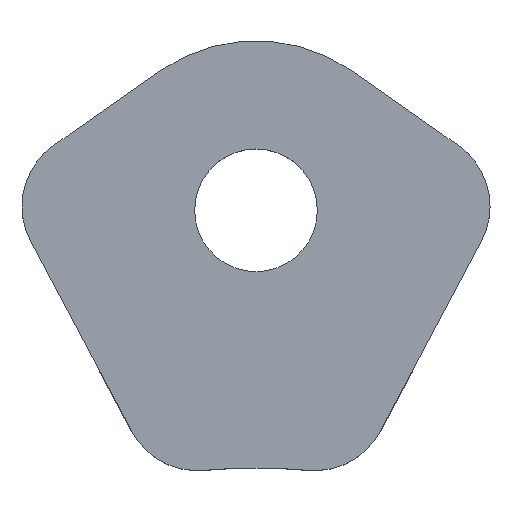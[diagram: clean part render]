
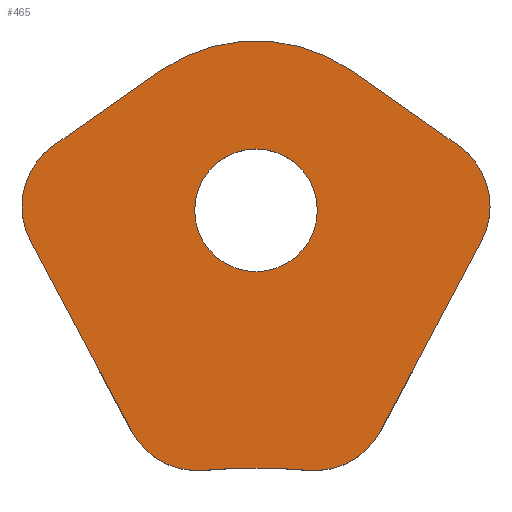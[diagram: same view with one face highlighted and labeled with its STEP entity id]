
A CAD part, top view. The second image highlights one B-rep face of the part: STEP entity #465.
In plain terms, the highlighted planar face has unit normal (0, 0, 1).
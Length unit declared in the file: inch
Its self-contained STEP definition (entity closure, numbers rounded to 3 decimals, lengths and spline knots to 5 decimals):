
#79=CARTESIAN_POINT('',(-0.3212,0.46509,0.25));
#80=VERTEX_POINT('',#79);
#81=CARTESIAN_POINT('',(0.3212,0.46509,0.25));
#82=VERTEX_POINT('',#81);
#83=CARTESIAN_POINT('',(0.,0.00637,0.25));
#84=DIRECTION('',(0.0,0.0,-1.0));
#85=DIRECTION('',(0.0,1.0,0.0));
#86=AXIS2_PLACEMENT_3D('',#83,#84,#85);
#87=CIRCLE('',#86,0.56);
#88=EDGE_CURVE('',#80,#82,#87,.T.);
#130=CARTESIAN_POINT('',(-0.6751,0.21729,0.25));
#131=VERTEX_POINT('',#130);
#138=CARTESIAN_POINT('',(-0.6751,0.21729,0.25));
#139=DIRECTION('',(0.819,0.574,0.0));
#140=VECTOR('',#139,0.43203);
#141=LINE('',#138,#140);
#142=EDGE_CURVE('',#131,#80,#141,.T.);
#240=CARTESIAN_POINT('',(-0.75244,-0.10486,0.25));
#241=VERTEX_POINT('',#240);
#242=CARTESIAN_POINT('',(-0.5317,0.0125,0.25));
#243=DIRECTION('',(0.0,0.0,-1.0));
#244=DIRECTION('',(-0.972,0.233,0.0));
#245=AXIS2_PLACEMENT_3D('',#242,#243,#244);
#246=CIRCLE('',#245,0.25);
#247=EDGE_CURVE('',#241,#131,#246,.T.);
#267=CARTESIAN_POINT('',(-0.41625,-0.73714,0.25));
#268=VERTEX_POINT('',#267);
#275=CARTESIAN_POINT('',(-0.41625,-0.73714,0.25));
#276=DIRECTION('',(-0.469,0.883,0.0));
#277=VECTOR('',#276,0.7161);
#278=LINE('',#275,#277);
#279=EDGE_CURVE('',#268,#241,#278,.T.);
#289=CARTESIAN_POINT('',(-0.17058,-0.86853,0.25));
#290=VERTEX_POINT('',#289);
#291=CARTESIAN_POINT('',(-0.19552,-0.61978,0.25));
#292=DIRECTION('',(0.0,0.0,-1.0));
#293=DIRECTION('',(-0.472,-0.882,0.0));
#294=AXIS2_PLACEMENT_3D('',#291,#292,#293);
#295=CIRCLE('',#294,0.25);
#296=EDGE_CURVE('',#290,#268,#295,.T.);
#316=CARTESIAN_POINT('',(0.17058,-0.86853,0.25));
#317=VERTEX_POINT('',#316);
#324=CARTESIAN_POINT('',(0.0,-2.57,0.25));
#325=DIRECTION('',(0.0,0.0,1.0));
#326=DIRECTION('',(-0.195,-0.981,0.0));
#327=AXIS2_PLACEMENT_3D('',#324,#325,#326);
#328=CIRCLE('',#327,1.71);
#329=EDGE_CURVE('',#317,#290,#328,.T.);
#339=CARTESIAN_POINT('',(0.41625,-0.73714,0.25));
#340=VERTEX_POINT('',#339);
#341=CARTESIAN_POINT('',(0.19552,-0.61978,0.25));
#342=DIRECTION('',(0.0,0.0,-1.0));
#343=DIRECTION('',(0.472,-0.882,0.0));
#344=AXIS2_PLACEMENT_3D('',#341,#342,#343);
#345=CIRCLE('',#344,0.25);
#346=EDGE_CURVE('',#340,#317,#345,.T.);
#366=CARTESIAN_POINT('',(0.75244,-0.10486,0.25));
#367=VERTEX_POINT('',#366);
#374=CARTESIAN_POINT('',(0.75244,-0.10486,0.25));
#375=DIRECTION('',(-0.469,-0.883,0.0));
#376=VECTOR('',#375,0.7161);
#377=LINE('',#374,#376);
#378=EDGE_CURVE('',#367,#340,#377,.T.);
#388=CARTESIAN_POINT('',(0.6751,0.21729,0.25));
#389=VERTEX_POINT('',#388);
#390=CARTESIAN_POINT('',(0.5317,0.0125,0.25));
#391=DIRECTION('',(0.0,0.0,-1.0));
#392=DIRECTION('',(0.972,0.233,0.0));
#393=AXIS2_PLACEMENT_3D('',#390,#391,#392);
#394=CIRCLE('',#393,0.25);
#395=EDGE_CURVE('',#389,#367,#394,.T.);
#413=CARTESIAN_POINT('',(0.205,0.,0.25));
#414=VERTEX_POINT('',#413);
#415=CARTESIAN_POINT('',(0.0,0.0,0.25));
#416=DIRECTION('',(0.0,0.0,-1.0));
#417=DIRECTION('',(-1.0,0.0,0.0));
#418=AXIS2_PLACEMENT_3D('',#415,#416,#417);
#419=CIRCLE('',#418,0.205);
#420=EDGE_CURVE('',#414,#414,#419,.T.);
#434=CARTESIAN_POINT('',(0.3212,0.46509,0.25));
#435=DIRECTION('',(0.819,-0.574,0.0));
#436=VECTOR('',#435,0.43203);
#437=LINE('',#434,#436);
#438=EDGE_CURVE('',#82,#389,#437,.T.);
#445=CARTESIAN_POINT('',(0.,-0.13306,0.25));
#446=DIRECTION('',(0.0,0.0,1.0));
#447=DIRECTION('',(1.0,0.0,0.0));
#448=AXIS2_PLACEMENT_3D('',#445,#446,#447);
#449=PLANE('',#448);
#450=ORIENTED_EDGE('',*,*,#88,.F.);
#451=ORIENTED_EDGE('',*,*,#142,.F.);
#452=ORIENTED_EDGE('',*,*,#247,.F.);
#453=ORIENTED_EDGE('',*,*,#279,.F.);
#454=ORIENTED_EDGE('',*,*,#296,.F.);
#455=ORIENTED_EDGE('',*,*,#329,.F.);
#456=ORIENTED_EDGE('',*,*,#346,.F.);
#457=ORIENTED_EDGE('',*,*,#378,.F.);
#458=ORIENTED_EDGE('',*,*,#395,.F.);
#459=ORIENTED_EDGE('',*,*,#438,.F.);
#460=EDGE_LOOP('',(#450,#451,#452,#453,#454,#455,#456,#457,#458,#459));
#461=FACE_OUTER_BOUND('',#460,.T.);
#462=ORIENTED_EDGE('',*,*,#420,.T.);
#463=EDGE_LOOP('',(#462));
#464=FACE_BOUND('',#463,.T.);
#465=ADVANCED_FACE('',(#461,#464),#449,.T.);
